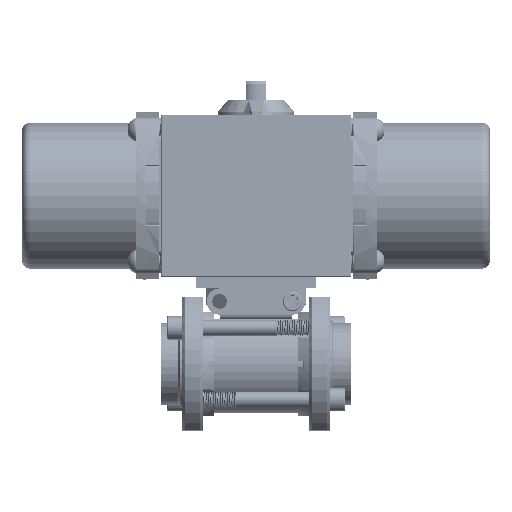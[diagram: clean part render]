
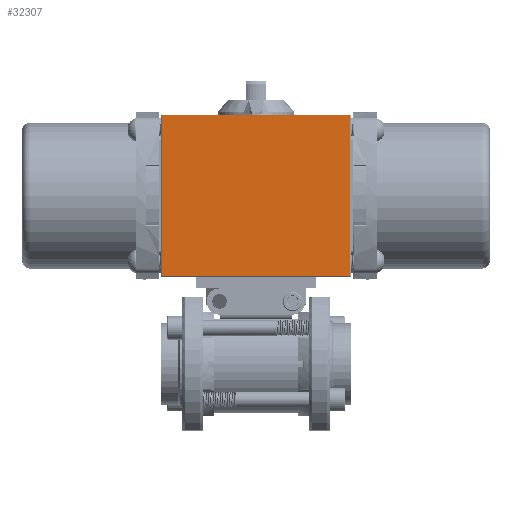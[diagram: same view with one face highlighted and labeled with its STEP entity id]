
A CAD part, top view. The second image highlights one B-rep face of the part: STEP entity #32307.
In plain terms, the highlighted planar face has unit normal (0, 0, 1).
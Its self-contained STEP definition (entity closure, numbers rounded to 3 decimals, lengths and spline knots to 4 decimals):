
#3465 = LINE ( 'NONE', #138965, #170182 ) ;
#11059 = CARTESIAN_POINT ( 'NONE',  ( -2.275, 5.954, 1.55 ) ) ;
#21136 = VECTOR ( 'NONE', #145001, 39.3701 ) ;
#24189 = ORIENTED_EDGE ( 'NONE', *, *, #107835, .T. ) ;
#24904 = ORIENTED_EDGE ( 'NONE', *, *, #199727, .T. ) ;
#29884 = CARTESIAN_POINT ( 'NONE',  ( -2.275, 5.974, 1.55 ) ) ;
#32307 = ADVANCED_FACE ( 'NONE', ( #123286 ), #63315, .F. ) ;
#37673 = ORIENTED_EDGE ( 'NONE', *, *, #172928, .T. ) ;
#63315 = PLANE ( 'NONE',  #96696 ) ;
#80136 = DIRECTION ( 'NONE',  ( 0., -1., 0. ) ) ;
#91546 = VERTEX_POINT ( 'NONE', #202251 ) ;
#96696 = AXIS2_PLACEMENT_3D ( 'NONE', #29884, #179790, #80136 ) ;
#101674 = ORIENTED_EDGE ( 'NONE', *, *, #132718, .T. ) ;
#107170 = LINE ( 'NONE', #11059, #135789 ) ;
#107835 = EDGE_CURVE ( 'NONE', #91546, #174469, #213811, .T. ) ;
#122888 = DIRECTION ( 'NONE',  ( 0., 1., 0. ) ) ;
#123286 = FACE_OUTER_BOUND ( 'NONE', #214381, .T. ) ;
#123574 = CARTESIAN_POINT ( 'NONE',  ( 2.251, 2.094, 1.55 ) ) ;
#123595 = VECTOR ( 'NONE', #176887, 39.3701 ) ;
#132718 = EDGE_CURVE ( 'NONE', #192763, #91546, #212175, .T. ) ;
#135789 = VECTOR ( 'NONE', #193719, 39.3701 ) ;
#138965 = CARTESIAN_POINT ( 'NONE',  ( 2.251, 5.974, 1.55 ) ) ;
#143556 = CARTESIAN_POINT ( 'NONE',  ( -2.275, 2.094, 1.55 ) ) ;
#145001 = DIRECTION ( 'NONE',  ( 1., 0., 0. ) ) ;
#150369 = VERTEX_POINT ( 'NONE', #157714 ) ;
#157714 = CARTESIAN_POINT ( 'NONE',  ( 2.251, 5.954, 1.55 ) ) ;
#160867 = CARTESIAN_POINT ( 'NONE',  ( -2.255, 2.074, 1.55 ) ) ;
#170182 = VECTOR ( 'NONE', #122888, 39.3701 ) ;
#172928 = EDGE_CURVE ( 'NONE', #174469, #150369, #3465, .T. ) ;
#174469 = VERTEX_POINT ( 'NONE', #123574 ) ;
#176508 = CARTESIAN_POINT ( 'NONE',  ( -2.255, 5.954, 1.55 ) ) ;
#176887 = DIRECTION ( 'NONE',  ( 0., -1., 0. ) ) ;
#179790 = DIRECTION ( 'NONE',  ( 0., 0., -1. ) ) ;
#192763 = VERTEX_POINT ( 'NONE', #176508 ) ;
#193719 = DIRECTION ( 'NONE',  ( -1., 0., 0. ) ) ;
#199727 = EDGE_CURVE ( 'NONE', #150369, #192763, #107170, .T. ) ;
#202251 = CARTESIAN_POINT ( 'NONE',  ( -2.255, 2.094, 1.55 ) ) ;
#212175 = LINE ( 'NONE', #160867, #123595 ) ;
#213811 = LINE ( 'NONE', #143556, #21136 ) ;
#214381 = EDGE_LOOP ( 'NONE', ( #37673, #24904, #101674, #24189 ) ) ;
